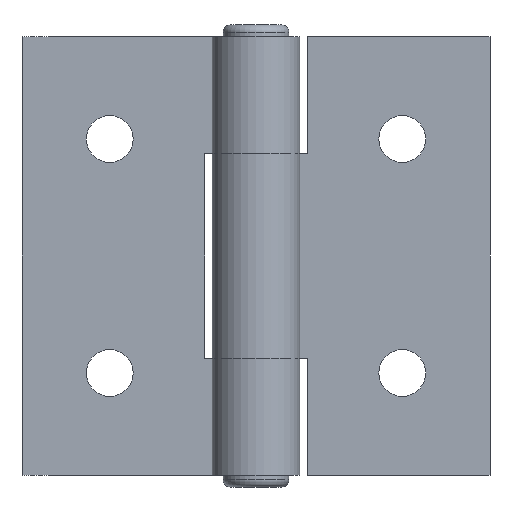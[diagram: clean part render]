
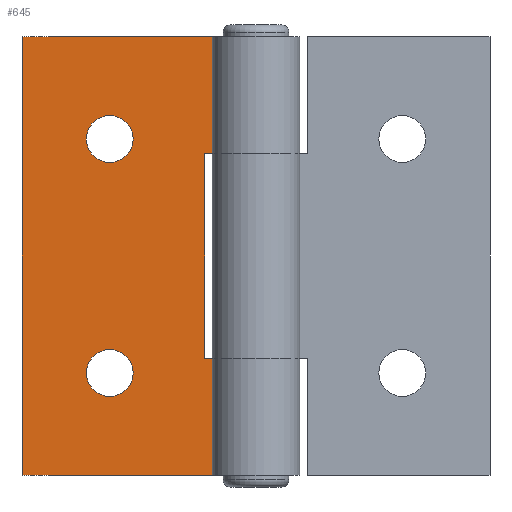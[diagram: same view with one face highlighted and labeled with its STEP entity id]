
A CAD part, front view. The second image highlights one B-rep face of the part: STEP entity #645.
In plain terms, the highlighted face is planar.
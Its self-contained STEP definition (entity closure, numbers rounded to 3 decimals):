
#57=LINE('',#1025,#111);
#61=LINE('',#1033,#115);
#64=LINE('',#1043,#118);
#67=LINE('',#1053,#121);
#68=LINE('',#1055,#122);
#69=LINE('',#1057,#123);
#70=LINE('',#1059,#124);
#71=LINE('',#1060,#125);
#111=VECTOR('',#828,14.);
#115=VECTOR('',#834,3.5);
#118=VECTOR('',#843,3.5);
#121=VECTOR('',#852,8.);
#122=VECTOR('',#853,16.);
#123=VECTOR('',#854,30.);
#124=VECTOR('',#855,16.);
#125=VECTOR('',#856,8.);
#152=PLANE('',#705);
#171=FACE_BOUND('',#249,.T.);
#172=FACE_BOUND('',#250,.T.);
#201=FACE_OUTER_BOUND('',#248,.T.);
#248=EDGE_LOOP('',(#537,#538,#539,#540,#541,#542,#543,#544));
#249=EDGE_LOOP('',(#545));
#250=EDGE_LOOP('',(#546));
#288=CIRCLE('',#694,1.6);
#290=CIRCLE('',#697,1.6);
#332=VERTEX_POINT('',#1015);
#334=VERTEX_POINT('',#1020);
#335=VERTEX_POINT('',#1023);
#336=VERTEX_POINT('',#1024);
#339=VERTEX_POINT('',#1032);
#343=VERTEX_POINT('',#1042);
#347=VERTEX_POINT('',#1052);
#348=VERTEX_POINT('',#1054);
#349=VERTEX_POINT('',#1056);
#350=VERTEX_POINT('',#1058);
#402=EDGE_CURVE('',#332,#332,#288,.T.);
#404=EDGE_CURVE('',#334,#334,#290,.T.);
#405=EDGE_CURVE('',#335,#336,#57,.T.);
#409=EDGE_CURVE('',#336,#339,#61,.T.);
#414=EDGE_CURVE('',#343,#335,#64,.T.);
#419=EDGE_CURVE('',#339,#347,#67,.T.);
#420=EDGE_CURVE('',#348,#347,#68,.T.);
#421=EDGE_CURVE('',#348,#349,#69,.T.);
#422=EDGE_CURVE('',#350,#349,#70,.T.);
#423=EDGE_CURVE('',#350,#343,#71,.T.);
#537=ORIENTED_EDGE('',*,*,#414,.T.);
#538=ORIENTED_EDGE('',*,*,#405,.T.);
#539=ORIENTED_EDGE('',*,*,#409,.T.);
#540=ORIENTED_EDGE('',*,*,#419,.T.);
#541=ORIENTED_EDGE('',*,*,#420,.F.);
#542=ORIENTED_EDGE('',*,*,#421,.T.);
#543=ORIENTED_EDGE('',*,*,#422,.F.);
#544=ORIENTED_EDGE('',*,*,#423,.T.);
#545=ORIENTED_EDGE('',*,*,#402,.T.);
#546=ORIENTED_EDGE('',*,*,#404,.T.);
#645=ADVANCED_FACE('',(#201,#171,#172),#152,.T.);
#694=AXIS2_PLACEMENT_3D('',#1016,#818,#819);
#697=AXIS2_PLACEMENT_3D('',#1021,#824,#825);
#705=AXIS2_PLACEMENT_3D('',#1051,#850,#851);
#818=DIRECTION('center_axis',(0.,-1.,0.));
#819=DIRECTION('ref_axis',(1.,0.,0.));
#824=DIRECTION('center_axis',(0.,-1.,0.));
#825=DIRECTION('ref_axis',(1.,0.,0.));
#828=DIRECTION('',(0.,0.,-1.));
#834=DIRECTION('',(1.,0.,0.));
#843=DIRECTION('',(-1.,0.,0.));
#850=DIRECTION('center_axis',(0.,1.,0.));
#851=DIRECTION('ref_axis',(-1.,0.,0.));
#852=DIRECTION('',(0.,0.,-1.));
#853=DIRECTION('',(1.,0.,0.));
#854=DIRECTION('',(0.,0.,1.));
#855=DIRECTION('',(-1.,0.,0.));
#856=DIRECTION('',(0.,0.,-1.));
#1015=CARTESIAN_POINT('',(-8.4,1.5,-8.));
#1016=CARTESIAN_POINT('Origin',(-10.,1.5,-8.));
#1020=CARTESIAN_POINT('',(-8.4,1.5,8.));
#1021=CARTESIAN_POINT('Origin',(-10.,1.5,8.));
#1023=CARTESIAN_POINT('',(-3.5,1.5,7.));
#1024=CARTESIAN_POINT('',(-3.5,1.5,-7.));
#1025=CARTESIAN_POINT('',(-3.5,1.5,-3.5));
#1032=CARTESIAN_POINT('',(0.,1.5,-7.));
#1033=CARTESIAN_POINT('',(1.5,1.5,-7.));
#1042=CARTESIAN_POINT('',(0.,1.5,7.));
#1043=CARTESIAN_POINT('',(-1.75,1.5,7.));
#1051=CARTESIAN_POINT('Origin',(0.,1.5,0.));
#1052=CARTESIAN_POINT('',(0.,1.5,-15.));
#1053=CARTESIAN_POINT('',(0.,1.5,0.));
#1054=CARTESIAN_POINT('',(-16.,1.5,-15.));
#1055=CARTESIAN_POINT('',(0.,1.5,-15.));
#1056=CARTESIAN_POINT('',(-16.,1.5,15.));
#1057=CARTESIAN_POINT('',(-16.,1.5,0.));
#1058=CARTESIAN_POINT('',(0.,1.5,15.));
#1059=CARTESIAN_POINT('',(0.,1.5,15.));
#1060=CARTESIAN_POINT('',(0.,1.5,0.));
